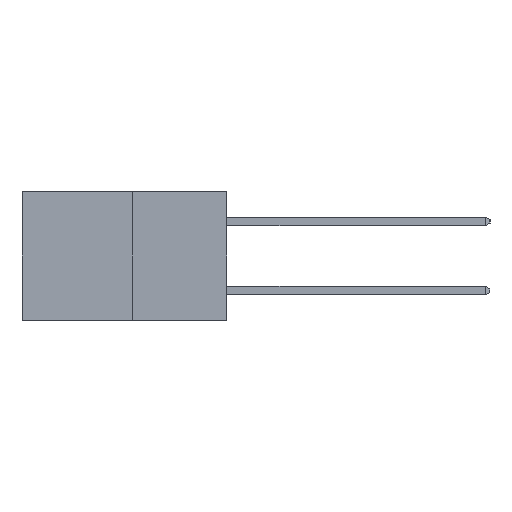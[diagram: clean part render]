
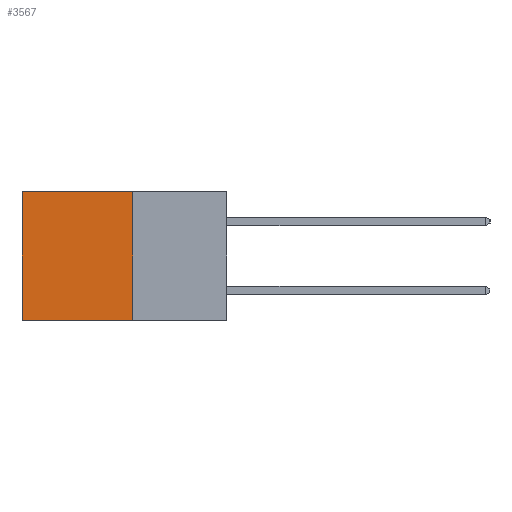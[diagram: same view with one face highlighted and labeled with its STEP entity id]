
A CAD part, left-side view. The second image highlights one B-rep face of the part: STEP entity #3567.
In plain terms, the highlighted planar face has unit normal (-1, 0, 0).
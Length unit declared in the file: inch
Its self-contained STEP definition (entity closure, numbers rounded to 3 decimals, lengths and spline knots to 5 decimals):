
#157 = LINE ( 'NONE', #7029, #1743 ) ;
#403 = LINE ( 'NONE', #5992, #6015 ) ;
#541 = PLANE ( 'NONE',  #4506 ) ;
#596 = DIRECTION ( 'NONE',  ( 0., 0., -1. ) ) ;
#678 = FACE_OUTER_BOUND ( 'NONE', #6753, .T. ) ;
#1000 = EDGE_CURVE ( 'NONE', #2428, #6252, #4331, .T. ) ;
#1175 = DIRECTION ( 'NONE',  ( 1., 0., 0. ) ) ;
#1435 = CARTESIAN_POINT ( 'NONE',  ( 0.277, 0.27, -0.37 ) ) ;
#1559 = LINE ( 'NONE', #3844, #3182 ) ;
#1568 = EDGE_CURVE ( 'NONE', #4363, #6129, #1559, .T. ) ;
#1743 = VECTOR ( 'NONE', #7227, 39.37008 ) ;
#2428 = VERTEX_POINT ( 'NONE', #4367 ) ;
#2548 = VECTOR ( 'NONE', #7011, 39.37008 ) ;
#3182 = VECTOR ( 'NONE', #4500, 39.37008 ) ;
#3479 = ORIENTED_EDGE ( 'NONE', *, *, #1568, .F. ) ;
#3567 = ADVANCED_FACE ( 'NONE', ( #678 ), #541, .F. ) ;
#3572 = CARTESIAN_POINT ( 'NONE',  ( 0.277, 0.27, 0. ) ) ;
#3787 = CARTESIAN_POINT ( 'NONE',  ( 0.277, 0.59, -0.37 ) ) ;
#3844 = CARTESIAN_POINT ( 'NONE',  ( 0.277, 0.27, -0.37 ) ) ;
#4331 = LINE ( 'NONE', #6811, #2548 ) ;
#4363 = VERTEX_POINT ( 'NONE', #3572 ) ;
#4367 = CARTESIAN_POINT ( 'NONE',  ( 0.277, 0.59, 0. ) ) ;
#4500 = DIRECTION ( 'NONE',  ( 0., 0., -1. ) ) ;
#4506 = AXIS2_PLACEMENT_3D ( 'NONE', #1435, #1175, #596 ) ;
#4803 = CARTESIAN_POINT ( 'NONE',  ( 0.277, 0.27, -0.37 ) ) ;
#5164 = EDGE_CURVE ( 'NONE', #6129, #6252, #403, .T. ) ;
#5554 = ORIENTED_EDGE ( 'NONE', *, *, #5164, .F. ) ;
#5954 = DIRECTION ( 'NONE',  ( 0., 1., 0. ) ) ;
#5992 = CARTESIAN_POINT ( 'NONE',  ( 0.277, 0.27, -0.37 ) ) ;
#6015 = VECTOR ( 'NONE', #5954, 39.37008 ) ;
#6129 = VERTEX_POINT ( 'NONE', #4803 ) ;
#6252 = VERTEX_POINT ( 'NONE', #3787 ) ;
#6753 = EDGE_LOOP ( 'NONE', ( #6974, #5554, #3479, #6944 ) ) ;
#6795 = EDGE_CURVE ( 'NONE', #4363, #2428, #157, .T. ) ;
#6811 = CARTESIAN_POINT ( 'NONE',  ( 0.277, 0.59, -0.37 ) ) ;
#6944 = ORIENTED_EDGE ( 'NONE', *, *, #6795, .T. ) ;
#6974 = ORIENTED_EDGE ( 'NONE', *, *, #1000, .T. ) ;
#7011 = DIRECTION ( 'NONE',  ( 0., 0., -1. ) ) ;
#7029 = CARTESIAN_POINT ( 'NONE',  ( 0.277, 0.27, 0. ) ) ;
#7227 = DIRECTION ( 'NONE',  ( 0., 1., 0. ) ) ;
